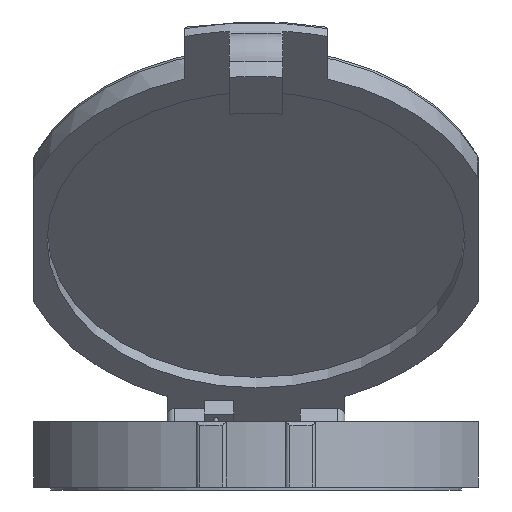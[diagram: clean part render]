
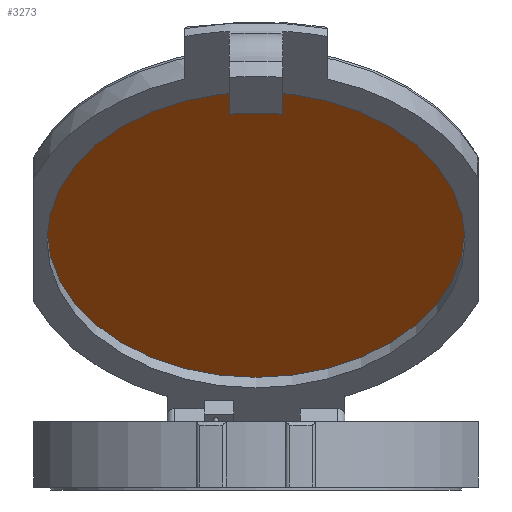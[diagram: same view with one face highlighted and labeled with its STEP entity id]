
A CAD part, front view. The second image highlights one B-rep face of the part: STEP entity #3273.
In plain terms, the highlighted planar face has unit normal (0, -0.707, -0.707).
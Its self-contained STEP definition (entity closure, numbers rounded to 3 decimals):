
#75=PLANE('',#3553);
#283=FACE_OUTER_BOUND('',#489,.T.);
#489=EDGE_LOOP('',(#2582));
#702=CIRCLE('',#3552,14.1);
#1497=VERTEX_POINT('',#5339);
#1891=EDGE_CURVE('',#1497,#1497,#702,.T.);
#2582=ORIENTED_EDGE('',*,*,#1891,.T.);
#3273=ADVANCED_FACE('',(#283),#75,.T.);
#3552=AXIS2_PLACEMENT_3D('',#5340,#4216,#4217);
#3553=AXIS2_PLACEMENT_3D('',#5341,#4218,#4219);
#4216=DIRECTION('center_axis',(0.,-0.707,
-0.707));
#4217=DIRECTION('ref_axis',(0.,-0.707,0.707));
#4218=DIRECTION('center_axis',(0.,-0.707,
-0.707));
#4219=DIRECTION('ref_axis',(0.,0.707,-0.707));
#5339=CARTESIAN_POINT('',(0.321,-3.589,50.337));
#5340=CARTESIAN_POINT('Origin',(0.321,6.381,40.366));
#5341=CARTESIAN_POINT('Origin',(0.321,1.396,45.352));
